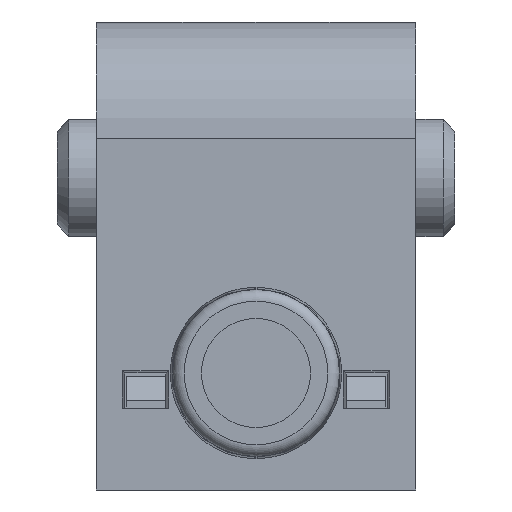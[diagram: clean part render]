
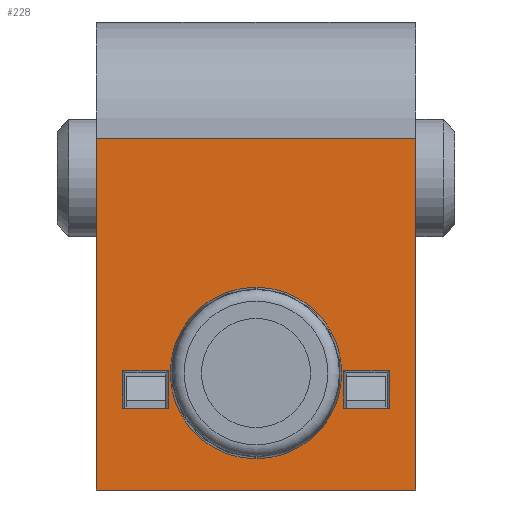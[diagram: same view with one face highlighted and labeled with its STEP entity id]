
A CAD part, front view. The second image highlights one B-rep face of the part: STEP entity #228.
In plain terms, the highlighted planar face has unit normal (0, -1, 0).
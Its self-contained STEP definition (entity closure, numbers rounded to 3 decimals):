
#84=FACE_BOUND('',#681,.T.);
#85=FACE_BOUND('',#682,.T.);
#86=FACE_BOUND('',#683,.T.);
#87=FACE_BOUND('',#684,.T.);
#132=CIRCLE('',#3090,2.2);
#228=ADVANCED_FACE('',(#84,#85,#86,#87),#394,.T.);
#394=PLANE('',#3091);
#681=EDGE_LOOP('',(#1003,#1004,#1005,#1006));
#682=EDGE_LOOP('',(#1007));
#683=EDGE_LOOP('',(#1008,#1009,#1010,#1011));
#684=EDGE_LOOP('',(#1012,#1013,#1014,#1015));
#1003=ORIENTED_EDGE('',*,*,#2081,.F.);
#1004=ORIENTED_EDGE('',*,*,#2082,.T.);
#1005=ORIENTED_EDGE('',*,*,#2083,.T.);
#1006=ORIENTED_EDGE('',*,*,#2084,.T.);
#1007=ORIENTED_EDGE('',*,*,#2085,.T.);
#1008=ORIENTED_EDGE('',*,*,#1977,.T.);
#1009=ORIENTED_EDGE('',*,*,#2086,.F.);
#1010=ORIENTED_EDGE('',*,*,#2087,.F.);
#1011=ORIENTED_EDGE('',*,*,#2088,.F.);
#1012=ORIENTED_EDGE('',*,*,#1962,.F.);
#1013=ORIENTED_EDGE('',*,*,#2089,.T.);
#1014=ORIENTED_EDGE('',*,*,#2090,.T.);
#1015=ORIENTED_EDGE('',*,*,#2091,.T.);
#1686=VERTEX_POINT('',#4106);
#1687=VERTEX_POINT('',#4108);
#1701=VERTEX_POINT('',#4137);
#1702=VERTEX_POINT('',#4139);
#1795=VERTEX_POINT('',#4354);
#1796=VERTEX_POINT('',#4355);
#1797=VERTEX_POINT('',#4357);
#1798=VERTEX_POINT('',#4359);
#1799=VERTEX_POINT('',#4362);
#1800=VERTEX_POINT('',#4364);
#1801=VERTEX_POINT('',#4366);
#1802=VERTEX_POINT('',#4369);
#1803=VERTEX_POINT('',#4371);
#1962=EDGE_CURVE('',#1686,#1687,#2373,.T.);
#1977=EDGE_CURVE('',#1702,#1701,#2388,.T.);
#2081=EDGE_CURVE('',#1795,#1796,#2482,.T.);
#2082=EDGE_CURVE('',#1795,#1797,#2483,.T.);
#2083=EDGE_CURVE('',#1797,#1798,#2484,.T.);
#2084=EDGE_CURVE('',#1798,#1796,#2485,.T.);
#2085=EDGE_CURVE('',#1799,#1799,#132,.T.);
#2086=EDGE_CURVE('',#1800,#1701,#2486,.T.);
#2087=EDGE_CURVE('',#1801,#1800,#2487,.T.);
#2088=EDGE_CURVE('',#1702,#1801,#2488,.T.);
#2089=EDGE_CURVE('',#1686,#1802,#2489,.T.);
#2090=EDGE_CURVE('',#1802,#1803,#2490,.T.);
#2091=EDGE_CURVE('',#1803,#1687,#2491,.T.);
#2373=LINE('',#4107,#2724);
#2388=LINE('',#4138,#2739);
#2482=LINE('',#4353,#2833);
#2483=LINE('',#4356,#2834);
#2484=LINE('',#4358,#2835);
#2485=LINE('',#4360,#2836);
#2486=LINE('',#4363,#2837);
#2487=LINE('',#4365,#2838);
#2488=LINE('',#4367,#2839);
#2489=LINE('',#4368,#2840);
#2490=LINE('',#4370,#2841);
#2491=LINE('',#4372,#2842);
#2724=VECTOR('',#3305,1.);
#2739=VECTOR('',#3322,1.);
#2833=VECTOR('',#3472,1.);
#2834=VECTOR('',#3473,1.);
#2835=VECTOR('',#3474,1.);
#2836=VECTOR('',#3475,1.);
#2837=VECTOR('',#3478,1.);
#2838=VECTOR('',#3479,1.);
#2839=VECTOR('',#3480,1.);
#2840=VECTOR('',#3481,1.);
#2841=VECTOR('',#3482,1.);
#2842=VECTOR('',#3483,1.);
#3090=AXIS2_PLACEMENT_3D('',#4361,#3476,#3477);
#3091=AXIS2_PLACEMENT_3D('',#4373,#3484,#3485);
#3305=DIRECTION('',(1.,0.,0.));
#3322=DIRECTION('',(-1.,0.,0.));
#3472=DIRECTION('',(0.,0.,-1.));
#3473=DIRECTION('',(-1.,0.,0.));
#3474=DIRECTION('',(0.,0.,-1.));
#3475=DIRECTION('',(1.,0.,0.));
#3476=DIRECTION('',(0.,1.,0.));
#3477=DIRECTION('',(0.,0.,-1.));
#3478=DIRECTION('',(-0.017,0.,-1.));
#3479=DIRECTION('',(-1.,0.,0.));
#3480=DIRECTION('',(0.,0.,1.));
#3481=DIRECTION('',(0.,0.,1.));
#3482=DIRECTION('',(1.,0.,0.));
#3483=DIRECTION('',(0.017,0.,-1.));
#3484=DIRECTION('',(0.,-1.,0.));
#3485=DIRECTION('',(0.,0.,1.));
#4106=CARTESIAN_POINT('',(2.242,-16.95,-4.65));
#4107=CARTESIAN_POINT('',(-4.,-16.95,-4.65));
#4108=CARTESIAN_POINT('',(3.436,-16.95,-4.65));
#4137=CARTESIAN_POINT('',(-3.436,-16.95,-4.65));
#4138=CARTESIAN_POINT('',(4.,-16.95,-4.65));
#4139=CARTESIAN_POINT('',(-2.242,-16.95,-4.65));
#4353=CARTESIAN_POINT('',(4.1,-16.95,-6.75));
#4354=CARTESIAN_POINT('',(4.1,-16.95,2.265));
#4355=CARTESIAN_POINT('',(4.1,-16.95,-6.75));
#4356=CARTESIAN_POINT('',(0.,-16.95,2.265));
#4357=CARTESIAN_POINT('',(-4.1,-16.95,2.265));
#4358=CARTESIAN_POINT('',(-4.1,-16.95,-6.75));
#4359=CARTESIAN_POINT('',(-4.1,-16.95,-6.75));
#4360=CARTESIAN_POINT('',(-4.,-16.95,-6.75));
#4361=CARTESIAN_POINT('',(0.,-16.95,-3.75));
#4362=CARTESIAN_POINT('',(0.,-16.95,-5.95));
#4363=CARTESIAN_POINT('',(-3.298,-16.95,3.238));
#4364=CARTESIAN_POINT('',(-3.419,-16.95,-3.692));
#4365=CARTESIAN_POINT('',(2.839,-16.95,-3.692));
#4366=CARTESIAN_POINT('',(-2.242,-16.95,-3.692));
#4367=CARTESIAN_POINT('',(-2.242,-16.95,-4.2));
#4368=CARTESIAN_POINT('',(2.242,-16.95,3.25));
#4369=CARTESIAN_POINT('',(2.242,-16.95,-3.692));
#4370=CARTESIAN_POINT('',(-4.,-16.95,-3.692));
#4371=CARTESIAN_POINT('',(3.419,-16.95,-3.692));
#4372=CARTESIAN_POINT('',(3.428,-16.95,-4.19));
#4373=CARTESIAN_POINT('',(-4.,-16.95,3.25));
